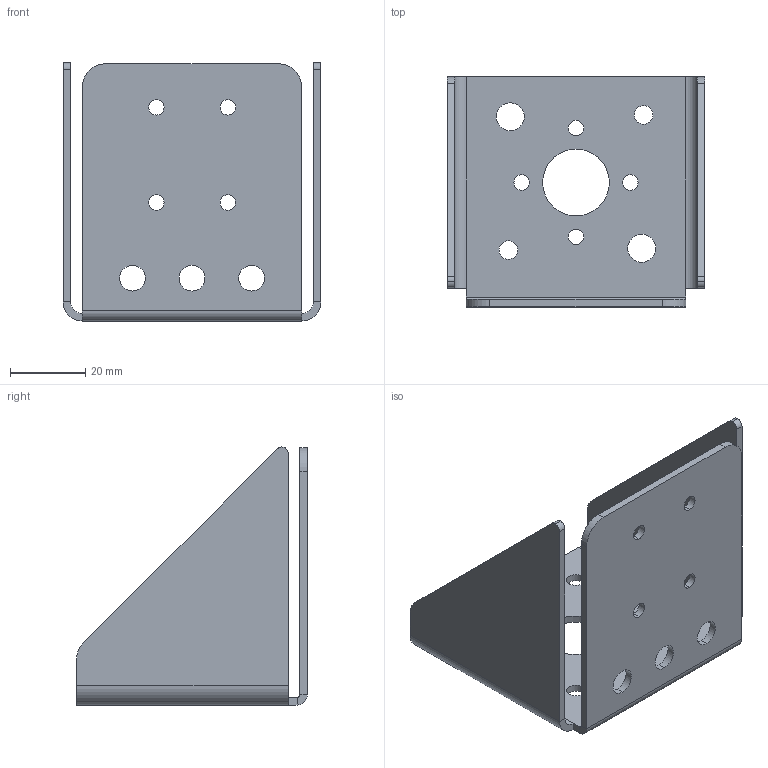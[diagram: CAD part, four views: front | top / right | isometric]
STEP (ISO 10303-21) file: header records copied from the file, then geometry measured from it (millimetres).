
FILE_DESCRIPTION (( 'STEP AP214' ), '1' );
FILE_NAME ('775 motor mount.STEP', '2024-01-16T01:08:45', ( '' ), ( '' ), 'SwSTEP 2.0', 'SolidWorks 2022', '' );
FILE_SCHEMA (( 'AUTOMOTIVE_DESIGN' ));
Length unit declared in the file: inch
Products named in the file (1): 775 motor mount
Bounding box: 68.77 x 61.47 x 68.8 mm (x, y, z)
Volume: 23680.5 mm3; surface area: 25448.6 mm2
Topology: 1 solids, 1 shells, 72 faces, 186 edges, 116 vertices
Faces by surface type: cylinder 46, plane 26
Entity records: 2314 total; most frequent: DIRECTION 424, CARTESIAN_POINT 375, ORIENTED_EDGE 372, EDGE_CURVE 186, AXIS2_PLACEMENT_3D 165, VERTEX_POINT 116, EDGE_LOOP 104, VECTOR 94
